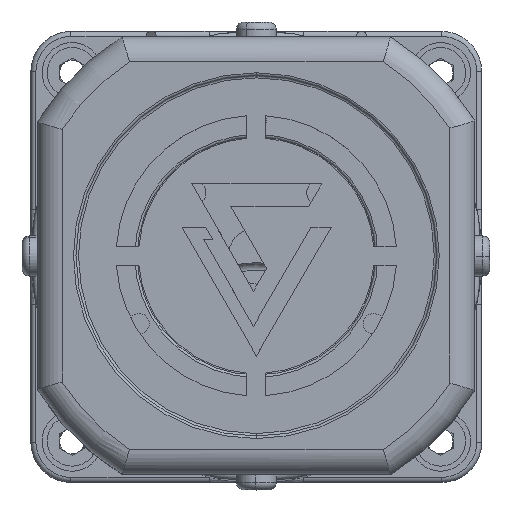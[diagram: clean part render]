
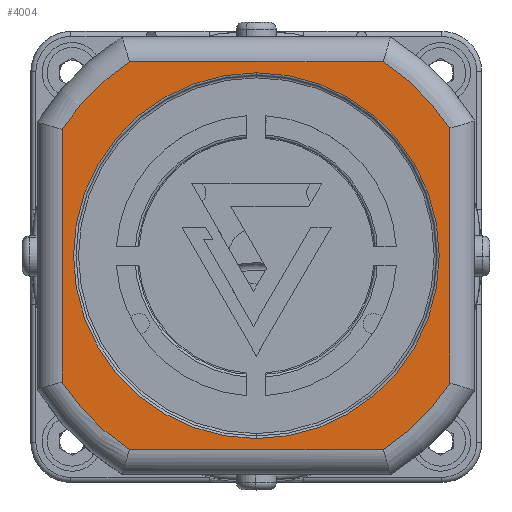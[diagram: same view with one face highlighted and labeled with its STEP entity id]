
A CAD part, top view. The second image highlights one B-rep face of the part: STEP entity #4004.
In plain terms, the highlighted planar face has unit normal (0, 0, 1).
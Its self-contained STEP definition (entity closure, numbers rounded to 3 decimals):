
#167 = EDGE_CURVE ( 'NONE', #4000, #427, #7122, .T. ) ;
#174 = CIRCLE ( 'NONE', #6817, 36.5 ) ;
#427 = VERTEX_POINT ( 'NONE', #10615 ) ;
#574 = ORIENTED_EDGE ( 'NONE', *, *, #167, .T. ) ;
#764 = CARTESIAN_POINT ( 'NONE',  ( -34.668, -23.039, 98.5 ) ) ;
#770 = CARTESIAN_POINT ( 'NONE',  ( -34.668, 15.661, 98.5 ) ) ;
#780 = CARTESIAN_POINT ( 'NONE',  ( -34.668, 15.661, 98.5 ) ) ;
#860 = CIRCLE ( 'NONE', #7457, 46.25 ) ;
#1042 = CARTESIAN_POINT ( 'NONE',  ( -9.343, 54.361, 98.5 ) ) ;
#1082 = VERTEX_POINT ( 'NONE', #6600 ) ;
#1474 = EDGE_CURVE ( 'NONE', #5111, #8353, #8857, .T. ) ;
#1847 = VECTOR ( 'NONE', #3150, 1000. ) ;
#1907 = CARTESIAN_POINT ( 'NONE',  ( -34.668, 15.661, 98.5 ) ) ;
#1985 = DIRECTION ( 'NONE',  ( 0., -1., 0. ) ) ;
#2564 = AXIS2_PLACEMENT_3D ( 'NONE', #6498, #10064, #1985 ) ;
#2581 = CARTESIAN_POINT ( 'NONE',  ( -34.668, 15.661, 98.5 ) ) ;
#2644 = DIRECTION ( 'NONE',  ( -1., 0., 0. ) ) ;
#2771 = CARTESIAN_POINT ( 'NONE',  ( -73.438, 40.879, 98.5 ) ) ;
#2888 = PLANE ( 'NONE',  #2564 ) ;
#3058 = DIRECTION ( 'NONE',  ( 0., -1., 0. ) ) ;
#3101 = VECTOR ( 'NONE', #2644, 1000. ) ;
#3150 = DIRECTION ( 'NONE',  ( 0., 1., 0. ) ) ;
#3537 = CARTESIAN_POINT ( 'NONE',  ( -73.438, -11., 98.5 ) ) ;
#3558 = EDGE_CURVE ( 'NONE', #427, #5775, #3701, .T. ) ;
#3567 = DIRECTION ( 'NONE',  ( 0., 0., 1. ) ) ;
#3701 = CIRCLE ( 'NONE', #10250, 46.25 ) ;
#3893 = VERTEX_POINT ( 'NONE', #5287 ) ;
#3925 = ORIENTED_EDGE ( 'NONE', *, *, #9967, .T. ) ;
#3944 = CARTESIAN_POINT ( 'NONE',  ( 3.962, -9.771, 98.5 ) ) ;
#4000 = VERTEX_POINT ( 'NONE', #1042 ) ;
#4004 = ADVANCED_FACE ( 'NONE', ( #7371, #10939 ), #2888, .F. ) ;
#4130 = AXIS2_PLACEMENT_3D ( 'NONE', #2581, #6196, #9762 ) ;
#4405 = DIRECTION ( 'NONE',  ( 1., 0., 0. ) ) ;
#4412 = DIRECTION ( 'NONE',  ( 0., 0., -1. ) ) ;
#4422 = DIRECTION ( 'NONE',  ( 0., 0., -1. ) ) ;
#4497 = EDGE_CURVE ( 'NONE', #10190, #5111, #860, .T. ) ;
#4503 = AXIS2_PLACEMENT_3D ( 'NONE', #11582, #3567, #7158 ) ;
#4542 = CARTESIAN_POINT ( 'NONE',  ( 3.962, 41.092, 98.5 ) ) ;
#4595 = ORIENTED_EDGE ( 'NONE', *, *, #5094, .T. ) ;
#4731 = EDGE_CURVE ( 'NONE', #5775, #10190, #11550, .T. ) ;
#4839 = VECTOR ( 'NONE', #7126, 1000. ) ;
#4945 = VERTEX_POINT ( 'NONE', #3944 ) ;
#5054 = EDGE_CURVE ( 'NONE', #3893, #1082, #5064, .T. ) ;
#5064 = CIRCLE ( 'NONE', #11581, 36.5 ) ;
#5094 = EDGE_CURVE ( 'NONE', #6120, #4000, #9538, .T. ) ;
#5111 = VERTEX_POINT ( 'NONE', #9849 ) ;
#5114 = EDGE_LOOP ( 'NONE', ( #6380, #6284, #8390, #8408, #4595, #574, #8254, #10090 ) ) ;
#5287 = CARTESIAN_POINT ( 'NONE',  ( -34.668, -20.839, 98.5 ) ) ;
#5533 = DIRECTION ( 'NONE',  ( 0., 0., 1. ) ) ;
#5775 = VERTEX_POINT ( 'NONE', #2771 ) ;
#6120 = VERTEX_POINT ( 'NONE', #4542 ) ;
#6177 = VECTOR ( 'NONE', #4405, 1000. ) ;
#6196 = DIRECTION ( 'NONE',  ( 0., 0., 1. ) ) ;
#6284 = ORIENTED_EDGE ( 'NONE', *, *, #1474, .T. ) ;
#6372 = EDGE_CURVE ( 'NONE', #4945, #6120, #7613, .T. ) ;
#6380 = ORIENTED_EDGE ( 'NONE', *, *, #4497, .T. ) ;
#6498 = CARTESIAN_POINT ( 'NONE',  ( -34.668, 15.661, 98.5 ) ) ;
#6600 = CARTESIAN_POINT ( 'NONE',  ( -34.668, 52.161, 98.5 ) ) ;
#6817 = AXIS2_PLACEMENT_3D ( 'NONE', #780, #4422, #7989 ) ;
#7122 = LINE ( 'NONE', #10689, #3101 ) ;
#7126 = DIRECTION ( 'NONE',  ( 0., -1., 0. ) ) ;
#7158 = DIRECTION ( 'NONE',  ( 0., -1., 0. ) ) ;
#7371 = FACE_BOUND ( 'NONE', #8612, .T. ) ;
#7457 = AXIS2_PLACEMENT_3D ( 'NONE', #7527, #11101, #3058 ) ;
#7527 = CARTESIAN_POINT ( 'NONE',  ( -34.668, 15.661, 98.5 ) ) ;
#7613 = LINE ( 'NONE', #11182, #1847 ) ;
#7621 = EDGE_CURVE ( 'NONE', #8353, #4945, #9178, .T. ) ;
#7979 = DIRECTION ( 'NONE',  ( 0., -1., 0. ) ) ;
#7989 = DIRECTION ( 'NONE',  ( 0., -1., 0. ) ) ;
#8254 = ORIENTED_EDGE ( 'NONE', *, *, #3558, .T. ) ;
#8353 = VERTEX_POINT ( 'NONE', #10819 ) ;
#8390 = ORIENTED_EDGE ( 'NONE', *, *, #7621, .T. ) ;
#8408 = ORIENTED_EDGE ( 'NONE', *, *, #6372, .T. ) ;
#8612 = EDGE_LOOP ( 'NONE', ( #9763, #3925 ) ) ;
#8857 = LINE ( 'NONE', #764, #6177 ) ;
#9101 = DIRECTION ( 'NONE',  ( 0., -1., 0. ) ) ;
#9178 = CIRCLE ( 'NONE', #4130, 46.25 ) ;
#9538 = CIRCLE ( 'NONE', #4503, 46.25 ) ;
#9762 = DIRECTION ( 'NONE',  ( 0., -1., 0. ) ) ;
#9763 = ORIENTED_EDGE ( 'NONE', *, *, #5054, .T. ) ;
#9849 = CARTESIAN_POINT ( 'NONE',  ( -59.994, -23.039, 98.5 ) ) ;
#9967 = EDGE_CURVE ( 'NONE', #1082, #3893, #174, .T. ) ;
#10064 = DIRECTION ( 'NONE',  ( 0., 0., -1. ) ) ;
#10090 = ORIENTED_EDGE ( 'NONE', *, *, #4731, .T. ) ;
#10190 = VERTEX_POINT ( 'NONE', #11126 ) ;
#10250 = AXIS2_PLACEMENT_3D ( 'NONE', #1907, #5533, #9101 ) ;
#10615 = CARTESIAN_POINT ( 'NONE',  ( -59.994, 54.361, 98.5 ) ) ;
#10689 = CARTESIAN_POINT ( 'NONE',  ( -61.443, 54.361, 98.5 ) ) ;
#10819 = CARTESIAN_POINT ( 'NONE',  ( -9.343, -23.039, 98.5 ) ) ;
#10939 = FACE_OUTER_BOUND ( 'NONE', #5114, .T. ) ;
#11101 = DIRECTION ( 'NONE',  ( 0., 0., 1. ) ) ;
#11126 = CARTESIAN_POINT ( 'NONE',  ( -73.438, -9.558, 98.5 ) ) ;
#11182 = CARTESIAN_POINT ( 'NONE',  ( 3.962, 15.661, 98.5 ) ) ;
#11550 = LINE ( 'NONE', #3537, #4839 ) ;
#11581 = AXIS2_PLACEMENT_3D ( 'NONE', #770, #4412, #7979 ) ;
#11582 = CARTESIAN_POINT ( 'NONE',  ( -34.668, 15.661, 98.5 ) ) ;
